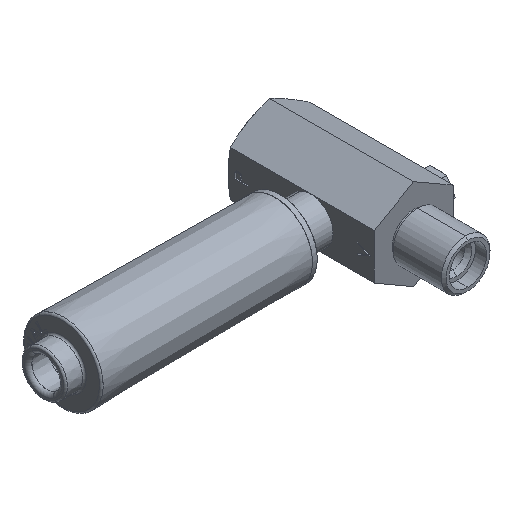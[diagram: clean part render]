
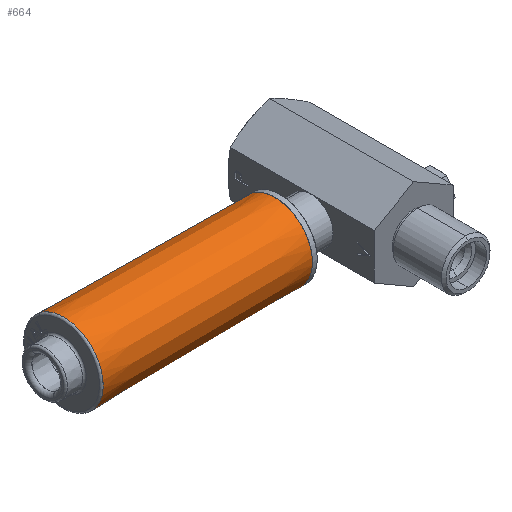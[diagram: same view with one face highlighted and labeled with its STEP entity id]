
A CAD part, isometric view. The second image highlights one B-rep face of the part: STEP entity #664.
In plain terms, the highlighted conical face has half-angle 0.5 degrees and reference radius 10.5 mm.
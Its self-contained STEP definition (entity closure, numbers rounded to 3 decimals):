
#664=ADVANCED_FACE('',(#1527),#1528,.T.);
#1527=FACE_OUTER_BOUND('',#2602,.T.);
#1528=CONICAL_SURFACE('',#2603,10.5,0.009);
#2602=EDGE_LOOP('',(#5739,#5740,#5741,#5742));
#2603=AXIS2_PLACEMENT_3D('',#5743,#5744,#5745);
#5739=ORIENTED_EDGE('',*,*,#7700,.F.);
#5740=ORIENTED_EDGE('',*,*,#7743,.T.);
#5741=ORIENTED_EDGE('',*,*,#7701,.T.);
#5742=ORIENTED_EDGE('',*,*,#7746,.T.);
#5743=CARTESIAN_POINT('',(-76.8,17.0,0.));
#5744=DIRECTION('',(-1.0,0.,0.));
#5745=DIRECTION('',(0.,0.588,0.809));
#7700=EDGE_CURVE('',#8951,#8918,#8953,.T.);
#7701=EDGE_CURVE('',#8950,#8916,#8954,.T.);
#7743=EDGE_CURVE('',#8951,#8950,#9034,.T.);
#7746=EDGE_CURVE('',#8916,#8918,#9037,.T.);
#8916=VERTEX_POINT('',#11445);
#8918=VERTEX_POINT('',#11447);
#8950=VERTEX_POINT('',#11487);
#8951=VERTEX_POINT('',#11488);
#8953=LINE('',#11490,#11491);
#8954=LINE('',#11492,#11493);
#9034=CIRCLE('',#11826,10.004);
#9037=CIRCLE('',#11829,10.496);
#11445=CARTESIAN_POINT('',(-76.296,23.169,8.491));
#11447=CARTESIAN_POINT('',(-76.296,10.831,-8.491));
#11487=CARTESIAN_POINT('',(-20.0,22.88,8.094));
#11488=CARTESIAN_POINT('',(-20.0,11.12,-8.094));
#11490=CARTESIAN_POINT('',(-76.8,10.828,-8.495));
#11491=VECTOR('',#13711,1000.0);
#11492=CARTESIAN_POINT('',(-76.8,23.172,8.495));
#11493=VECTOR('',#13712,1000.0);
#11826=AXIS2_PLACEMENT_3D('',#13739,#13740,#13741);
#11829=AXIS2_PLACEMENT_3D('',#13745,#13746,#13747);
#13711=DIRECTION('',(-1.,-0.005,-0.007));
#13712=DIRECTION('',(-1.,0.005,0.007));
#13739=CARTESIAN_POINT('',(-20.0,17.0,0.));
#13740=DIRECTION('',(-1.0,0.,0.));
#13741=DIRECTION('',(0.,0.588,0.809));
#13745=CARTESIAN_POINT('',(-76.296,17.0,0.));
#13746=DIRECTION('',(1.0,0.,0.));
#13747=DIRECTION('',(0.,-0.588,-0.809));
